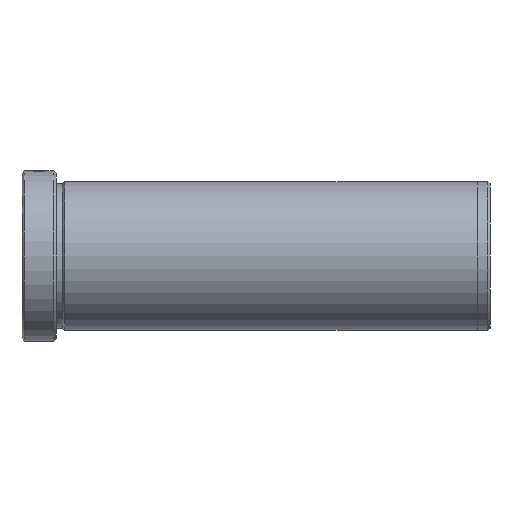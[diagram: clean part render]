
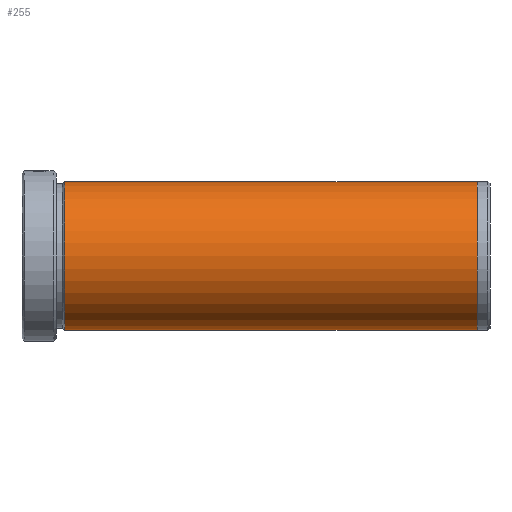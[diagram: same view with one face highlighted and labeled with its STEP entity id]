
A CAD part, left-side view. The second image highlights one B-rep face of the part: STEP entity #255.
In plain terms, the highlighted cylindrical face has radius 17.5 mm (diameter 35 mm), a partial arc.
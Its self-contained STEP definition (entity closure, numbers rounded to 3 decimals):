
#47 = ORIENTED_EDGE ( 'NONE', *, *, #333, .F. ) ;
#166 = FACE_OUTER_BOUND ( 'NONE', #1091, .T. ) ;
#237 = VERTEX_POINT ( 'NONE', #999 ) ;
#255 = ADVANCED_FACE ( 'NONE', ( #166 ), #1571, .T. ) ;
#299 = VECTOR ( 'NONE', #403, 1000. ) ;
#300 = VECTOR ( 'NONE', #1008, 1000. ) ;
#332 = CARTESIAN_POINT ( 'NONE',  ( 0., -10., 0. ) ) ;
#333 = EDGE_CURVE ( 'NONE', #543, #1157, #1156, .T. ) ;
#351 = LINE ( 'NONE', #1161, #300 ) ;
#370 = CARTESIAN_POINT ( 'NONE',  ( 0., -10., -17.5 ) ) ;
#403 = DIRECTION ( 'NONE',  ( 0., 1., 0. ) ) ;
#475 = DIRECTION ( 'NONE',  ( 0., 0., 1. ) ) ;
#543 = VERTEX_POINT ( 'NONE', #370 ) ;
#590 = DIRECTION ( 'NONE',  ( 0., -1., 0. ) ) ;
#631 = CIRCLE ( 'NONE', #1502, 17.5 ) ;
#641 = VERTEX_POINT ( 'NONE', #668 ) ;
#668 = CARTESIAN_POINT ( 'NONE',  ( 0., -107., -17.5 ) ) ;
#789 = EDGE_CURVE ( 'NONE', #641, #543, #351, .T. ) ;
#999 = CARTESIAN_POINT ( 'NONE',  ( 0., -107., 17.5 ) ) ;
#1008 = DIRECTION ( 'NONE',  ( 0., 1., 0. ) ) ;
#1021 = CARTESIAN_POINT ( 'NONE',  ( 0., 0., 0. ) ) ;
#1091 = EDGE_LOOP ( 'NONE', ( #1221, #1353, #1670, #47 ) ) ;
#1156 = CIRCLE ( 'NONE', #1595, 17.5 ) ;
#1157 = VERTEX_POINT ( 'NONE', #1188 ) ;
#1161 = CARTESIAN_POINT ( 'NONE',  ( 0., 0., -17.5 ) ) ;
#1172 = DIRECTION ( 'NONE',  ( 0., 0., 1. ) ) ;
#1188 = CARTESIAN_POINT ( 'NONE',  ( 0., -10., 17.5 ) ) ;
#1192 = LINE ( 'NONE', #1397, #299 ) ;
#1221 = ORIENTED_EDGE ( 'NONE', *, *, #789, .F. ) ;
#1323 = DIRECTION ( 'NONE',  ( 0., 1., 0. ) ) ;
#1351 = EDGE_CURVE ( 'NONE', #237, #1157, #1192, .T. ) ;
#1353 = ORIENTED_EDGE ( 'NONE', *, *, #1503, .F. ) ;
#1397 = CARTESIAN_POINT ( 'NONE',  ( 0., 0., 17.5 ) ) ;
#1447 = CARTESIAN_POINT ( 'NONE',  ( 0., -107., 0. ) ) ;
#1497 = AXIS2_PLACEMENT_3D ( 'NONE', #1021, #1735, #1172 ) ;
#1502 = AXIS2_PLACEMENT_3D ( 'NONE', #1447, #590, #1592 ) ;
#1503 = EDGE_CURVE ( 'NONE', #237, #641, #631, .T. ) ;
#1571 = CYLINDRICAL_SURFACE ( 'NONE', #1497, 17.5 ) ;
#1592 = DIRECTION ( 'NONE',  ( 0., 0., -1. ) ) ;
#1595 = AXIS2_PLACEMENT_3D ( 'NONE', #332, #1323, #475 ) ;
#1670 = ORIENTED_EDGE ( 'NONE', *, *, #1351, .T. ) ;
#1735 = DIRECTION ( 'NONE',  ( 0., 1., 0. ) ) ;
